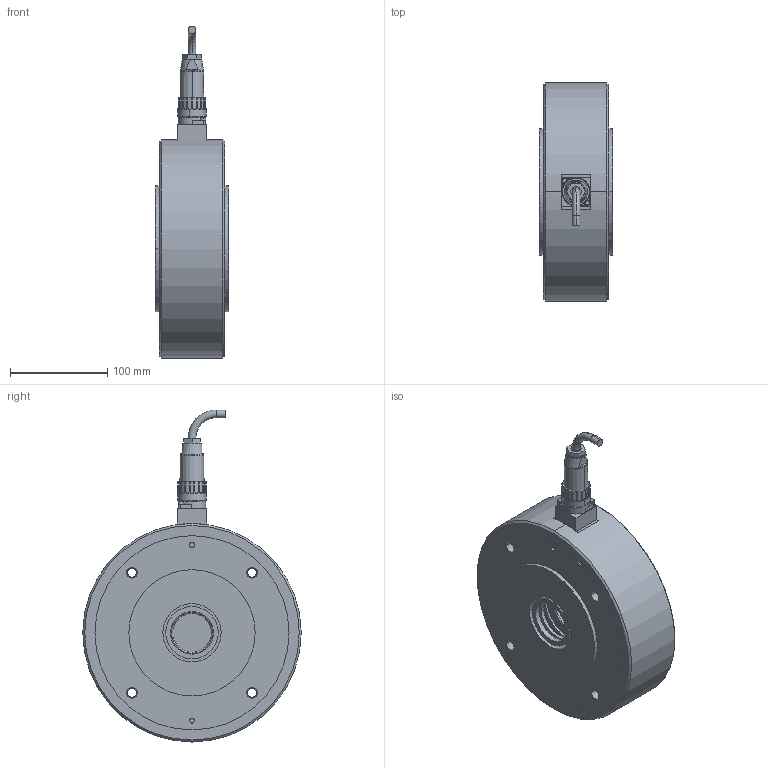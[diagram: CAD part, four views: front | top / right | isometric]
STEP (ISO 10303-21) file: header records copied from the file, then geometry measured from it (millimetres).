
FILE_DESCRIPTION((''),'2;1');
FILE_NAME('50197.stp','2007-09-06T09:17:02',(''),(''),'Mechanical Desktop 2007','Mechanical Desktop 2007',', , ');
FILE_SCHEMA(('CONFIG_CONTROL_DESIGN'));
Length unit declared in the file: millimetre
Products named in the file (32): L50197; L4987704; TEIL1A; L49531; TEIL1; L49151; TEIL1AAAA; B49027; TEIL1AAA; I-6KT_SCHRAUBE_M3X25A; I-6KT_SCHRAUBE_M3X25; V_RING_V45AA; V_RING_V45A; L4340402; TEIL1AAAAA; I-6KT_SCHRAUBE_M6X60A; I-6KT_SCHRAUBE_M6X60; SICHERUNGSRING_J80A; SICHERUNGSRING_J80; PENDELKUGELLAGER_2208A; PENDELKUGELLAGER_2208; KABELDOSE_KUNSTST_7P_KPL; TEIL1AA; TEIL2; TEIL3; FLANSCHSTECKER_KUNSTST_7P; FLANSCHSTECKER_KUNSTST_7PA; TEIL4; Kabeldose_Kunstst_7p_kpl|AVE_RENDER; Kabeldose_Kunstst_7p_kpl|AVE_GLOBAL; Kabeldose_Kunstst_7p_kpl|RM_SDB; RM_SDB
Assembly tree (44 placements, depth 4):
  L50197
    L4987704
      TEIL1A
    L49531
      TEIL1
    L49151
      TEIL1AAAA
    B49027
      TEIL1AAA
    I-6KT_SCHRAUBE_M3X25A  x2
      I-6KT_SCHRAUBE_M3X25
    V_RING_V45AA
      V_RING_V45A
    L4340402  x2
      TEIL1AAAAA
    I-6KT_SCHRAUBE_M6X60A
      I-6KT_SCHRAUBE_M6X60
    SICHERUNGSRING_J80A
      SICHERUNGSRING_J80
    PENDELKUGELLAGER_2208A
      PENDELKUGELLAGER_2208
    KABELDOSE_KUNSTST_7P_KPL
      TEIL1AA
      TEIL2
      TEIL3
      FLANSCHSTECKER_KUNSTST_7P
        FLANSCHSTECKER_KUNSTST_7PA
      TEIL4
      Kabeldose_Kunstst_7p_kpl|AVE_RENDER  x8
      Kabeldose_Kunstst_7p_kpl|AVE_GLOBAL
      Kabeldose_Kunstst_7p_kpl|RM_SDB  x3
    RM_SDB  x3
Bounding box: 75.9 x 225 x 342 mm (x, y, z)
Volume: 2548398.6 mm3; surface area: 380551.4 mm2
Topology: 17 solids, 17 shells, 386 faces, 1124 edges, 918 vertices
Faces by surface type: cylinder 212, plane 124, cone 28, torus 20, bspline 2
Entity records: 13891 total; most frequent: CARTESIAN_POINT 3777, DIRECTION 2178, ORIENTED_EDGE 1812, EDGE_CURVE 906, AXIS2_PLACEMENT_3D 835, VERTEX_POINT 611, VECTOR 508, LINE 508
